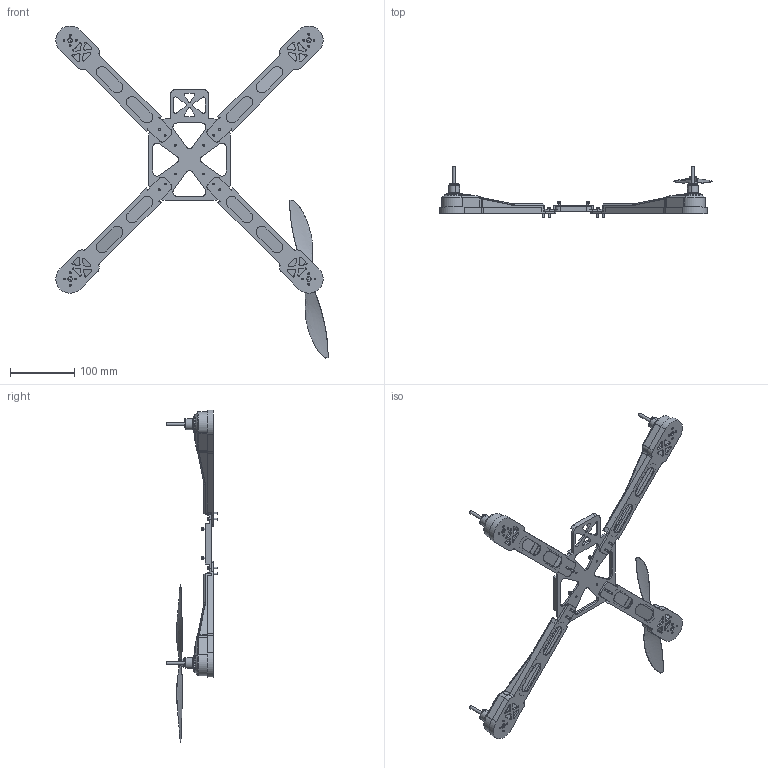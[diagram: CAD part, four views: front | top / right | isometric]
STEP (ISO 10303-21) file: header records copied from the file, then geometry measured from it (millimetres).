
FILE_DESCRIPTION(/* description */ (''),/* implementation_level */ '2;1');
FILE_NAME(/* name */ 'Whole Quad.stp',/* time_stamp */ '2015-05-12T06:52:15-07:00',/* author */ ('Admin'),/* organization */ (''),/* preprocessor_version */ 'ST-DEVELOPER v16.1',/* originating_system */ 'Autodesk Inventor 2016',/* authorisation */ '');
FILE_SCHEMA (('AUTOMOTIVE_DESIGN { 1 0 10303 214 3 1 1 }'));
Products named in the file (1): Whole Quad
Bounding box: 424.68 x 78.76 x 517.91 mm (x, y, z)
Volume: 244419.1 mm3; surface area: 267622.5 mm2
Topology: 50 solids, 50 shells, 1768 faces, 4616 edges, 3038 vertices
Faces by surface type: plane 946, cylinder 494, bspline 236, torus 60, cone 32
Full cylindrical faces by diameter (mm): 3 x92, 5 x4, 5.08 x24, 6.3 x1, 6.985 x8, 7 x4, 8 x1, 8.89 x4, 10.15 x1, 13 x1, 17 x4, 30 x4
Entity records: 60035 total; most frequent: CARTESIAN_POINT 17586, ORIENTED_EDGE 8824, DIRECTION 8091, EDGE_CURVE 4404, VERTEX_POINT 3020, AXIS2_PLACEMENT_3D 2744, LINE 2603, VECTOR 2603
